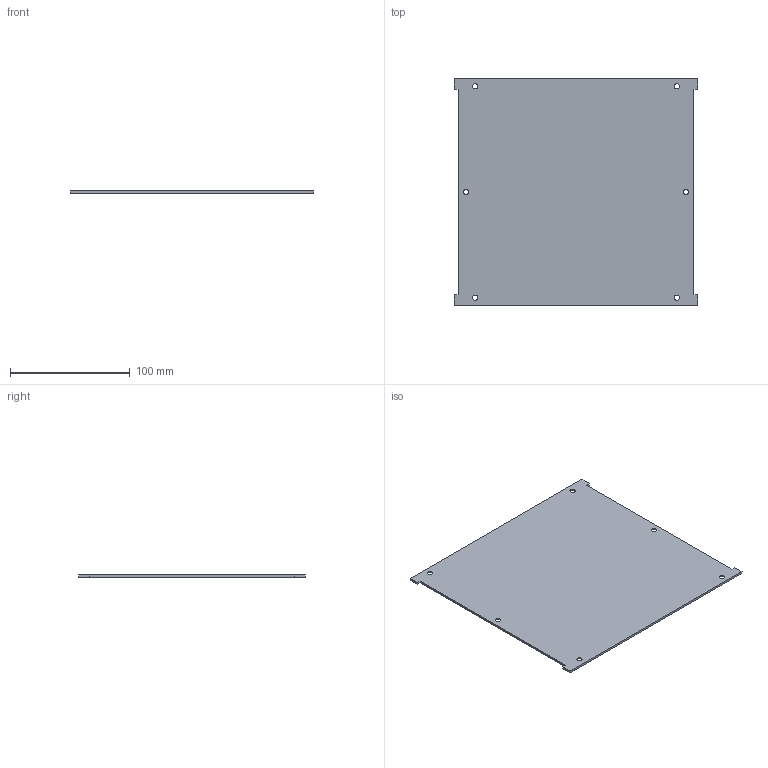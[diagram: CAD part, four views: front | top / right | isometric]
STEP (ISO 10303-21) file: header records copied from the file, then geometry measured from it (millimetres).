
FILE_DESCRIPTION (( 'STEP AP214' ), '1' );
FILE_NAME ('RM0808BKSP.STEP', '2021-09-11T15:07:10', ( '' ), ( '' ), 'SwSTEP 2.0', 'SolidWorks 2021', '' );
FILE_SCHEMA (( 'AUTOMOTIVE_DESIGN' ));
Length unit declared in the file: inch
Products named in the file (1): RM0808BKSP
Bounding box: 202.97 x 189 x 1.8 mm (x, y, z)
Volume: 66865 mm3; surface area: 75903.8 mm2
Topology: 1 solids, 1 shells, 26 faces, 72 edges, 48 vertices
Faces by surface type: plane 14, cylinder 6, cone 6
Full cylindrical faces by diameter (mm): 4.3 x6
Entity records: 784 total; most frequent: DIRECTION 126, CARTESIAN_POINT 123, ORIENTED_EDGE 108, EDGE_CURVE 54, EDGE_LOOP 50, AXIS2_PLACEMENT_3D 45, VERTEX_POINT 42, LINE 36
